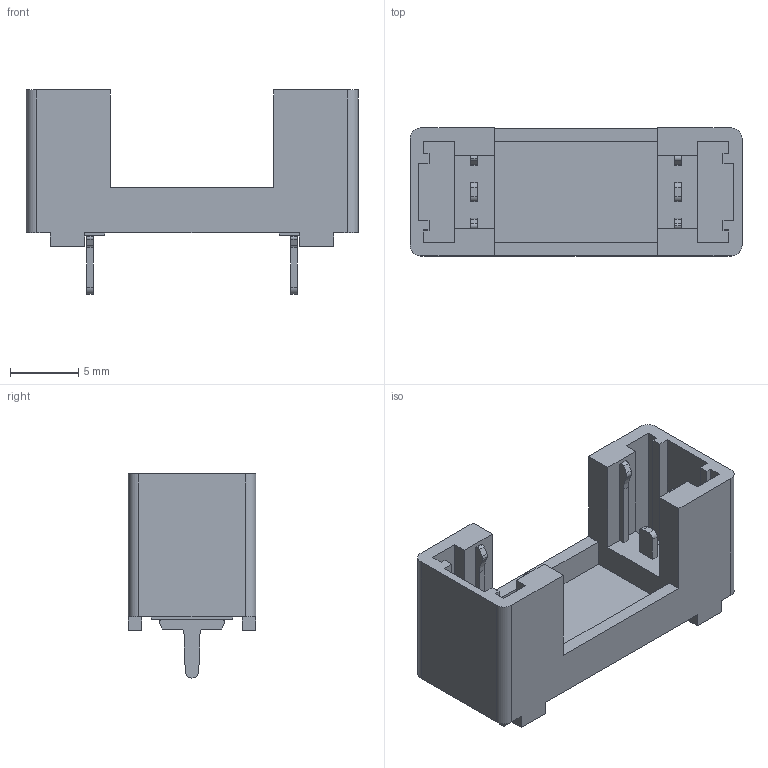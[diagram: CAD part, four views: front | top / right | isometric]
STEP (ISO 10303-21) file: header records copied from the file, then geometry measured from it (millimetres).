
FILE_DESCRIPTION(('STEP AP242'),'1');
FILE_NAME('696106003002.stp','2022-05-02T17:45:43',('TraceParts'),('TraceParts S.A.'),'Spatial InterOp 3D',' ',' ');
FILE_SCHEMA(('AP242_MANAGED_MODEL_BASED_3D_ENGINEERING_MIM_LF {1 0 10303 442 1 1 4}'));
Length unit declared in the file: millimetre
Products named in the file (1): 696106003002
Bounding box: 24.4 x 9.4 x 15 mm (x, y, z)
Volume: 903.2 mm3; surface area: 1612.6 mm2
Topology: 1 solids, 1 shells, 154 faces, 438 edges, 292 vertices
Faces by surface type: plane 114, cylinder 40
Entity records: 6230 total; most frequent: CARTESIAN_POINT 885, ORIENTED_EDGE 876, DIRECTION 828, EDGE_CURVE 438, LINE 358, VECTOR 358, VERTEX_POINT 292, AXIS2_PLACEMENT_3D 235
